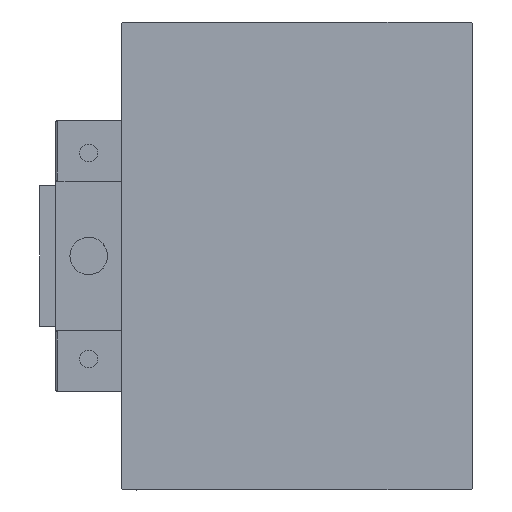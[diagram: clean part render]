
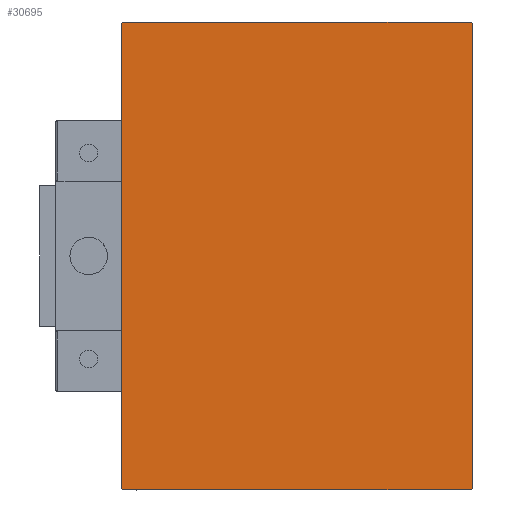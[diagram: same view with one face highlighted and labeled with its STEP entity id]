
A CAD part, left-side view. The second image highlights one B-rep face of the part: STEP entity #30695.
In plain terms, the highlighted face is planar.
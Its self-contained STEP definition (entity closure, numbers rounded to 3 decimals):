
#1310 = EDGE_CURVE ( 'NONE', #32322, #11527, #14233, .T. ) ;
#2340 = ORIENTED_EDGE ( 'NONE', *, *, #7872, .T. ) ;
#2489 = VECTOR ( 'NONE', #11986, 1000. ) ;
#2830 = CARTESIAN_POINT ( 'NONE',  ( 123., -37.5, -50. ) ) ;
#3773 = EDGE_CURVE ( 'NONE', #11527, #3996, #22947, .T. ) ;
#3871 = ORIENTED_EDGE ( 'NONE', *, *, #23088, .T. ) ;
#3996 = VERTEX_POINT ( 'NONE', #14010 ) ;
#4379 = LINE ( 'NONE', #27729, #2489 ) ;
#4564 = VECTOR ( 'NONE', #43115, 1000. ) ;
#6832 = VERTEX_POINT ( 'NONE', #45797 ) ;
#6933 = CARTESIAN_POINT ( 'NONE',  ( 123., 43.6, -43.6 ) ) ;
#6986 = CARTESIAN_POINT ( 'NONE',  ( 123., -37.5, 49.7 ) ) ;
#7580 = VECTOR ( 'NONE', #33152, 1000. ) ;
#7872 = EDGE_CURVE ( 'NONE', #42827, #48600, #40256, .T. ) ;
#9984 = DIRECTION ( 'NONE',  ( 0., 0., 1. ) ) ;
#10110 = CARTESIAN_POINT ( 'NONE',  ( 123., 37.2, -50. ) ) ;
#10446 = VERTEX_POINT ( 'NONE', #10110 ) ;
#10472 = CARTESIAN_POINT ( 'NONE',  ( 123., 37.5, -50. ) ) ;
#10750 = VECTOR ( 'NONE', #44708, 1000. ) ;
#11527 = VERTEX_POINT ( 'NONE', #31401 ) ;
#11603 = CARTESIAN_POINT ( 'NONE',  ( 123., 0., 0. ) ) ;
#11986 = DIRECTION ( 'NONE',  ( 0., 0., -1. ) ) ;
#12100 = DIRECTION ( 'NONE',  ( 0., 0., -1. ) ) ;
#13537 = EDGE_CURVE ( 'NONE', #10446, #6832, #48831, .T. ) ;
#13905 = ORIENTED_EDGE ( 'NONE', *, *, #1310, .T. ) ;
#13944 = VECTOR ( 'NONE', #29996, 1000. ) ;
#14010 = CARTESIAN_POINT ( 'NONE',  ( 123., -37.2, 50. ) ) ;
#14233 = LINE ( 'NONE', #44209, #10750 ) ;
#15558 = CARTESIAN_POINT ( 'NONE',  ( 123., 37.5, 50. ) ) ;
#15862 = ORIENTED_EDGE ( 'NONE', *, *, #43157, .T. ) ;
#15893 = DIRECTION ( 'NONE',  ( 1., 0., 0. ) ) ;
#16392 = VECTOR ( 'NONE', #9984, 1000. ) ;
#16441 = ORIENTED_EDGE ( 'NONE', *, *, #3773, .T. ) ;
#18603 = DIRECTION ( 'NONE',  ( 0., 0.707, 0.707 ) ) ;
#20006 = LINE ( 'NONE', #26886, #4564 ) ;
#20330 = CARTESIAN_POINT ( 'NONE',  ( 123., 37.5, 49.7 ) ) ;
#20533 = VECTOR ( 'NONE', #31059, 1000. ) ;
#22947 = LINE ( 'NONE', #15558, #20533 ) ;
#23088 = EDGE_CURVE ( 'NONE', #34664, #42827, #4379, .T. ) ;
#25162 = CARTESIAN_POINT ( 'NONE',  ( 123., -37.5, -49.7 ) ) ;
#25548 = EDGE_CURVE ( 'NONE', #48600, #10446, #44972, .T. ) ;
#26595 = VECTOR ( 'NONE', #18603, 1000. ) ;
#26886 = CARTESIAN_POINT ( 'NONE',  ( 123., -43.6, 43.6 ) ) ;
#27729 = CARTESIAN_POINT ( 'NONE',  ( 123., -37.5, 50. ) ) ;
#27844 = PLANE ( 'NONE',  #32602 ) ;
#29996 = DIRECTION ( 'NONE',  ( 0., 1., 0. ) ) ;
#30143 = EDGE_CURVE ( 'NONE', #6832, #32322, #33330, .T. ) ;
#30695 = ADVANCED_FACE ( 'NONE', ( #46371 ), #27844, .T. ) ;
#30712 = CARTESIAN_POINT ( 'NONE',  ( 123., -37.2, -50. ) ) ;
#31059 = DIRECTION ( 'NONE',  ( 0., -1., 0. ) ) ;
#31401 = CARTESIAN_POINT ( 'NONE',  ( 123., 37.2, 50. ) ) ;
#32322 = VERTEX_POINT ( 'NONE', #20330 ) ;
#32602 = AXIS2_PLACEMENT_3D ( 'NONE', #11603, #15893, #12100 ) ;
#33152 = DIRECTION ( 'NONE',  ( 0., 0.707, -0.707 ) ) ;
#33330 = LINE ( 'NONE', #10472, #16392 ) ;
#33446 = ORIENTED_EDGE ( 'NONE', *, *, #13537, .T. ) ;
#34664 = VERTEX_POINT ( 'NONE', #6986 ) ;
#35220 = ORIENTED_EDGE ( 'NONE', *, *, #25548, .T. ) ;
#36435 = CARTESIAN_POINT ( 'NONE',  ( 123., -43.6, -43.6 ) ) ;
#37726 = ORIENTED_EDGE ( 'NONE', *, *, #30143, .T. ) ;
#40256 = LINE ( 'NONE', #36435, #7580 ) ;
#42827 = VERTEX_POINT ( 'NONE', #25162 ) ;
#43115 = DIRECTION ( 'NONE',  ( 0., -0.707, -0.707 ) ) ;
#43157 = EDGE_CURVE ( 'NONE', #3996, #34664, #20006, .T. ) ;
#44209 = CARTESIAN_POINT ( 'NONE',  ( 123., 43.6, 43.6 ) ) ;
#44708 = DIRECTION ( 'NONE',  ( 0., -0.707, 0.707 ) ) ;
#44972 = LINE ( 'NONE', #2830, #13944 ) ;
#45734 = EDGE_LOOP ( 'NONE', ( #35220, #33446, #37726, #13905, #16441, #15862, #3871, #2340 ) ) ;
#45797 = CARTESIAN_POINT ( 'NONE',  ( 123., 37.5, -49.7 ) ) ;
#46371 = FACE_OUTER_BOUND ( 'NONE', #45734, .T. ) ;
#48600 = VERTEX_POINT ( 'NONE', #30712 ) ;
#48831 = LINE ( 'NONE', #6933, #26595 ) ;
